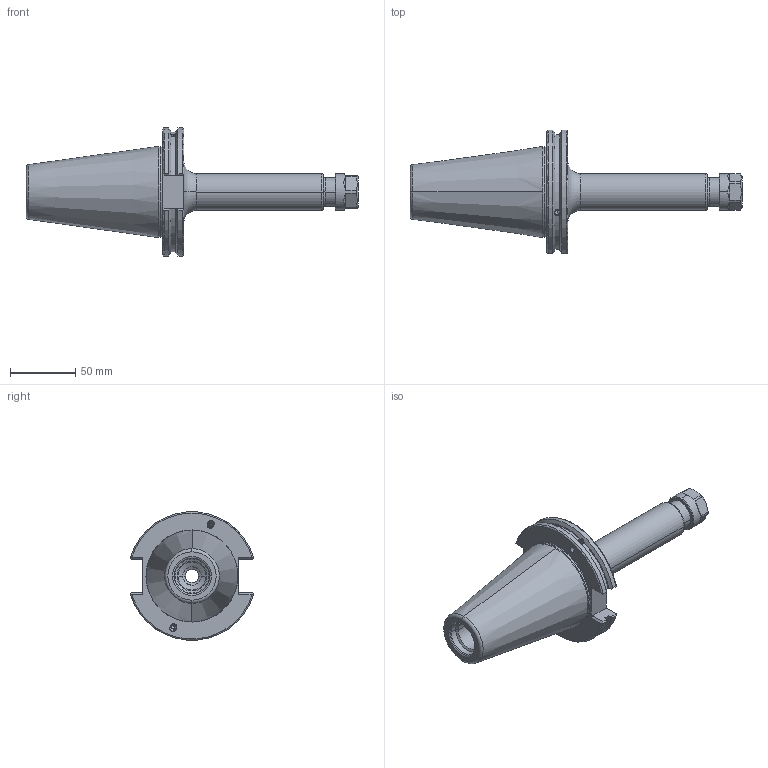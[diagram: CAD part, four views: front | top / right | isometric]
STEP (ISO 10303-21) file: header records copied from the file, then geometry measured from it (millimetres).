
FILE_DESCRIPTION((''),'2;1');
FILE_NAME('BL331B-CAT50ADB-ER16-6_0_ASM','2020-03-23T',('MYPC'),(''),'PRO/ENGINEER BY PARAMETRIC TECHNOLOGY CORPORATION, 2012130','PRO/ENGINEER BY PARAMETRIC TECHNOLOGY CORPORATION, 2012130','');
FILE_SCHEMA(('CONFIG_CONTROL_DESIGN'));
Length unit declared in the file: inch
Products named in the file (3): BL331B-CAT50ADB-ER16-6_0; ER16NUT_3D_20140325; BL331B-CAT50ADB-ER16-6_0_ASM
Assembly tree (2 placements, depth 2):
  BL331B-CAT50ADB-ER16-6_0_ASM
    BL331B-CAT50ADB-ER16-6_0
    ER16NUT_3D_20140325
Bounding box: 254 x 94.41 x 98.04 mm (x, y, z)
Volume: 384926.4 mm3; surface area: 64832.2 mm2
Topology: 2 solids, 7 shells, 200 faces, 520 edges, 328 vertices
Faces by surface type: cylinder 76, plane 60, cone 44, torus 20
Entity records: 6662 total; most frequent: CARTESIAN_POINT 1736, DIRECTION 1030, ORIENTED_EDGE 982, EDGE_CURVE 512, AXIS2_PLACEMENT_3D 415, VERTEX_POINT 328, EDGE_LOOP 224, CIRCLE 206
